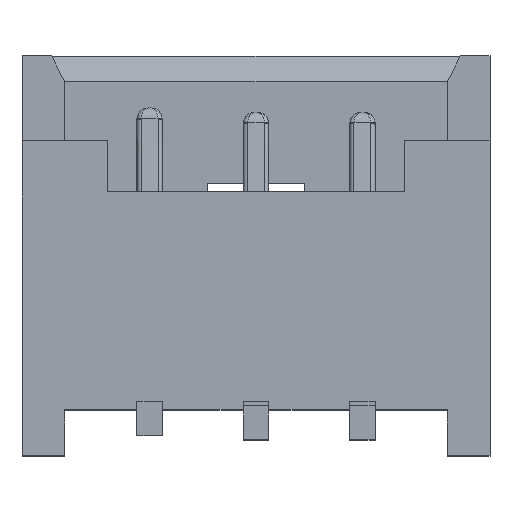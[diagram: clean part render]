
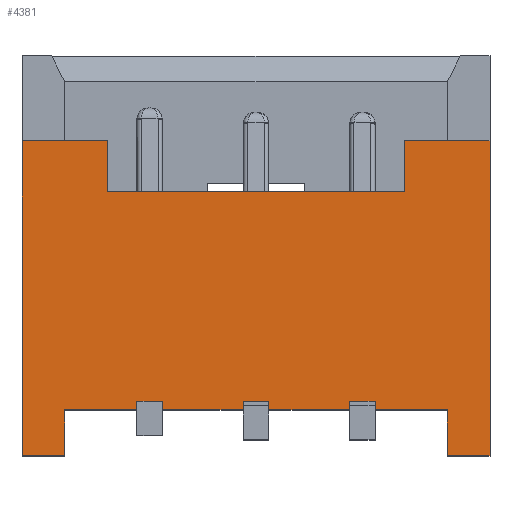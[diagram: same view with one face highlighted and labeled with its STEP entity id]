
A CAD part, top view. The second image highlights one B-rep face of the part: STEP entity #4381.
In plain terms, the highlighted face is planar.
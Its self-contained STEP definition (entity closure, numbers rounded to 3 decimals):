
#517=ORIENTED_EDGE('',*,*,#1221,.T.);
#518=ORIENTED_EDGE('',*,*,#1218,.T.);
#519=ORIENTED_EDGE('',*,*,#1214,.T.);
#520=ORIENTED_EDGE('',*,*,#1267,.F.);
#521=ORIENTED_EDGE('',*,*,#1271,.F.);
#522=ORIENTED_EDGE('',*,*,#1209,.F.);
#523=ORIENTED_EDGE('',*,*,#1273,.F.);
#524=ORIENTED_EDGE('',*,*,#1131,.T.);
#525=ORIENTED_EDGE('',*,*,#1117,.T.);
#526=ORIENTED_EDGE('',*,*,#1128,.T.);
#527=ORIENTED_EDGE('',*,*,#1282,.F.);
#528=ORIENTED_EDGE('',*,*,#1113,.T.);
#529=ORIENTED_EDGE('',*,*,#1180,.T.);
#530=ORIENTED_EDGE('',*,*,#1101,.T.);
#531=ORIENTED_EDGE('',*,*,#1302,.F.);
#532=ORIENTED_EDGE('',*,*,#1093,.T.);
#533=ORIENTED_EDGE('',*,*,#1178,.T.);
#534=ORIENTED_EDGE('',*,*,#1081,.T.);
#535=ORIENTED_EDGE('',*,*,#1303,.F.);
#536=ORIENTED_EDGE('',*,*,#1198,.T.);
#537=ORIENTED_EDGE('',*,*,#1257,.F.);
#538=ORIENTED_EDGE('',*,*,#1270,.T.);
#539=ORIENTED_EDGE('',*,*,#1227,.T.);
#540=ORIENTED_EDGE('',*,*,#1224,.T.);
#1081=EDGE_CURVE('',#1541,#1540,#1826,.T.);
#1093=EDGE_CURVE('',#1548,#1552,#1838,.T.);
#1101=EDGE_CURVE('',#1561,#1560,#1846,.T.);
#1113=EDGE_CURVE('',#1568,#1572,#1858,.T.);
#1117=EDGE_CURVE('',#1574,#1576,#1862,.T.);
#1128=EDGE_CURVE('',#1576,#1586,#1873,.T.);
#1131=EDGE_CURVE('',#1588,#1574,#1876,.T.);
#1178=EDGE_CURVE('',#1552,#1541,#1923,.T.);
#1180=EDGE_CURVE('',#1572,#1561,#1925,.T.);
#1198=EDGE_CURVE('',#1633,#1632,#1943,.T.);
#1209=EDGE_CURVE('',#1639,#1638,#1954,.T.);
#1214=EDGE_CURVE('',#1643,#1644,#1959,.T.);
#1218=EDGE_CURVE('',#1646,#1643,#1963,.T.);
#1221=EDGE_CURVE('',#1648,#1646,#1966,.T.);
#1224=EDGE_CURVE('',#1650,#1648,#1969,.T.);
#1227=EDGE_CURVE('',#1652,#1650,#1972,.T.);
#1257=EDGE_CURVE('',#1668,#1632,#2002,.T.);
#1267=EDGE_CURVE('',#1675,#1644,#2012,.T.);
#1270=EDGE_CURVE('',#1668,#1652,#2015,.T.);
#1271=EDGE_CURVE('',#1638,#1675,#2016,.T.);
#1273=EDGE_CURVE('',#1588,#1639,#2018,.T.);
#1282=EDGE_CURVE('',#1568,#1586,#2027,.T.);
#1302=EDGE_CURVE('',#1548,#1560,#2047,.T.);
#1303=EDGE_CURVE('',#1633,#1540,#2048,.T.);
#1540=VERTEX_POINT('',#5573);
#1541=VERTEX_POINT('',#5575);
#1548=VERTEX_POINT('',#5591);
#1552=VERTEX_POINT('',#5599);
#1560=VERTEX_POINT('',#5617);
#1561=VERTEX_POINT('',#5619);
#1568=VERTEX_POINT('',#5635);
#1572=VERTEX_POINT('',#5643);
#1574=VERTEX_POINT('',#5648);
#1576=VERTEX_POINT('',#5652);
#1586=VERTEX_POINT('',#5675);
#1588=VERTEX_POINT('',#5680);
#1632=VERTEX_POINT('',#5812);
#1633=VERTEX_POINT('',#5814);
#1638=VERTEX_POINT('',#5831);
#1639=VERTEX_POINT('',#5833);
#1643=VERTEX_POINT('',#5845);
#1644=VERTEX_POINT('',#5846);
#1646=VERTEX_POINT('',#5853);
#1648=VERTEX_POINT('',#5859);
#1650=VERTEX_POINT('',#5865);
#1652=VERTEX_POINT('',#5871);
#1668=VERTEX_POINT('',#5928);
#1675=VERTEX_POINT('',#5948);
#1826=LINE('',#5574,#2201);
#1838=LINE('',#5600,#2213);
#1846=LINE('',#5618,#2221);
#1858=LINE('',#5644,#2233);
#1862=LINE('',#5653,#2237);
#1873=LINE('',#5676,#2248);
#1876=LINE('',#5682,#2251);
#1923=LINE('',#5777,#2298);
#1925=LINE('',#5780,#2300);
#1943=LINE('',#5813,#2318);
#1954=LINE('',#5834,#2329);
#1959=LINE('',#5844,#2334);
#1963=LINE('',#5852,#2338);
#1966=LINE('',#5858,#2341);
#1969=LINE('',#5864,#2344);
#1972=LINE('',#5870,#2347);
#2002=LINE('',#5929,#2377);
#2012=LINE('',#5949,#2387);
#2015=LINE('',#5953,#2390);
#2016=LINE('',#5955,#2391);
#2018=LINE('',#5958,#2393);
#2027=LINE('',#5975,#2402);
#2047=LINE('',#6014,#2422);
#2048=LINE('',#6015,#2423);
#2201=VECTOR('',#4738,1000.);
#2213=VECTOR('',#4754,1000.);
#2221=VECTOR('',#4766,1000.);
#2233=VECTOR('',#4782,1000.);
#2237=VECTOR('',#4788,1000.);
#2248=VECTOR('',#4803,1000.);
#2251=VECTOR('',#4808,1000.);
#2298=VECTOR('',#4887,1000.);
#2300=VECTOR('',#4891,1000.);
#2318=VECTOR('',#4915,1000.);
#2329=VECTOR('',#4932,1000.);
#2334=VECTOR('',#4941,1000.);
#2338=VECTOR('',#4947,1000.);
#2341=VECTOR('',#4952,1000.);
#2344=VECTOR('',#4957,1000.);
#2347=VECTOR('',#4962,1000.);
#2377=VECTOR('',#5016,1000.);
#2387=VECTOR('',#5032,1000.);
#2390=VECTOR('',#5037,1000.);
#2391=VECTOR('',#5040,1000.);
#2393=VECTOR('',#5044,1000.);
#2402=VECTOR('',#5065,1000.);
#2422=VECTOR('',#5093,1000.);
#2423=VECTOR('',#5094,1000.);
#2640=EDGE_LOOP('',(#517,#518,#519,#520,#521,#522,#523,#524,#525,#526,#527,
#528,#529,#530,#531,#532,#533,#534,#535,#536,#537,#538,#539,#540));
#2823=FACE_BOUND('',#2640,.T.);
#3003=PLANE('',#4566);
#4381=ADVANCED_FACE('',(#2823),#3003,.T.);
#4566=AXIS2_PLACEMENT_3D('',#6013,#5091,#5092);
#4738=DIRECTION('',(0.,0.,-1.));
#4754=DIRECTION('',(0.,0.,1.));
#4766=DIRECTION('',(0.,0.,-1.));
#4782=DIRECTION('',(0.,0.,1.));
#4788=DIRECTION('',(1.,0.,0.));
#4803=DIRECTION('',(0.,0.,-1.));
#4808=DIRECTION('',(0.,0.,1.));
#4887=DIRECTION('',(1.,0.,0.));
#4891=DIRECTION('',(1.,0.,0.));
#4915=DIRECTION('',(0.,0.,-1.));
#4932=DIRECTION('',(0.,0.,-1.));
#4941=DIRECTION('',(-1.,0.,0.));
#4947=DIRECTION('',(0.,0.,1.));
#4952=DIRECTION('',(-1.,0.,0.));
#4957=DIRECTION('',(0.,0.,-1.));
#4962=DIRECTION('',(-1.,0.,0.));
#5016=DIRECTION('',(-1.,0.,0.));
#5032=DIRECTION('',(0.,0.,1.));
#5037=DIRECTION('',(0.,0.,1.));
#5040=DIRECTION('',(-1.,0.,0.));
#5044=DIRECTION('',(-1.,0.,0.));
#5065=DIRECTION('',(-1.,0.,0.));
#5091=DIRECTION('',(0.,-1.,0.));
#5092=DIRECTION('',(0.,0.,-1.));
#5093=DIRECTION('',(-1.,0.,0.));
#5094=DIRECTION('',(-1.,0.,0.));
#5573=CARTESIAN_POINT('',(1.4,-1.75,-1.81));
#5574=CARTESIAN_POINT('',(1.4,-1.75,-1.71));
#5575=CARTESIAN_POINT('',(1.4,-1.75,-1.71));
#5591=CARTESIAN_POINT('',(1.1,-1.75,-1.81));
#5599=CARTESIAN_POINT('',(1.1,-1.75,-1.71));
#5600=CARTESIAN_POINT('',(1.1,-1.75,-1.81));
#5617=CARTESIAN_POINT('',(0.15,-1.75,-1.81));
#5618=CARTESIAN_POINT('',(0.15,-1.75,-1.71));
#5619=CARTESIAN_POINT('',(0.15,-1.75,-1.71));
#5635=CARTESIAN_POINT('',(-0.15,-1.75,-1.81));
#5643=CARTESIAN_POINT('',(-0.15,-1.75,-1.71));
#5644=CARTESIAN_POINT('',(-0.15,-1.75,-1.81));
#5648=CARTESIAN_POINT('',(-1.4,-1.75,-1.71));
#5652=CARTESIAN_POINT('',(-1.1,-1.75,-1.71));
#5653=CARTESIAN_POINT('',(-1.4,-1.75,-1.71));
#5675=CARTESIAN_POINT('',(-1.1,-1.75,-1.81));
#5676=CARTESIAN_POINT('',(-1.1,-1.75,-1.71));
#5680=CARTESIAN_POINT('',(-1.4,-1.75,-1.81));
#5682=CARTESIAN_POINT('',(-1.4,-1.75,-1.81));
#5777=CARTESIAN_POINT('',(1.1,-1.75,-1.71));
#5780=CARTESIAN_POINT('',(-0.15,-1.75,-1.71));
#5812=CARTESIAN_POINT('',(2.25,-1.75,-2.35));
#5813=CARTESIAN_POINT('',(2.25,-1.75,-1.81));
#5814=CARTESIAN_POINT('',(2.25,-1.75,-1.81));
#5831=CARTESIAN_POINT('',(-2.25,-1.75,-2.35));
#5833=CARTESIAN_POINT('',(-2.25,-1.75,-1.81));
#5834=CARTESIAN_POINT('',(-2.25,-1.75,-1.81));
#5844=CARTESIAN_POINT('',(-1.75,-1.75,1.35));
#5845=CARTESIAN_POINT('',(-1.75,-1.75,1.35));
#5846=CARTESIAN_POINT('',(-2.75,-1.75,1.35));
#5852=CARTESIAN_POINT('',(-1.75,-1.75,0.75));
#5853=CARTESIAN_POINT('',(-1.75,-1.75,0.75));
#5858=CARTESIAN_POINT('',(1.75,-1.75,0.75));
#5859=CARTESIAN_POINT('',(1.75,-1.75,0.75));
#5864=CARTESIAN_POINT('',(1.75,-1.75,1.35));
#5865=CARTESIAN_POINT('',(1.75,-1.75,1.35));
#5870=CARTESIAN_POINT('',(2.75,-1.75,1.35));
#5871=CARTESIAN_POINT('',(2.75,-1.75,1.35));
#5928=CARTESIAN_POINT('',(2.75,-1.75,-2.35));
#5929=CARTESIAN_POINT('',(2.75,-1.75,-2.35));
#5948=CARTESIAN_POINT('',(-2.75,-1.75,-2.35));
#5949=CARTESIAN_POINT('',(-2.75,-1.75,-2.35));
#5953=CARTESIAN_POINT('',(2.75,-1.75,-2.35));
#5955=CARTESIAN_POINT('',(2.75,-1.75,-2.35));
#5958=CARTESIAN_POINT('',(2.25,-1.75,-1.81));
#5975=CARTESIAN_POINT('',(2.25,-1.75,-1.81));
#6013=CARTESIAN_POINT('',(2.75,-1.75,-2.35));
#6014=CARTESIAN_POINT('',(2.25,-1.75,-1.81));
#6015=CARTESIAN_POINT('',(2.25,-1.75,-1.81));
